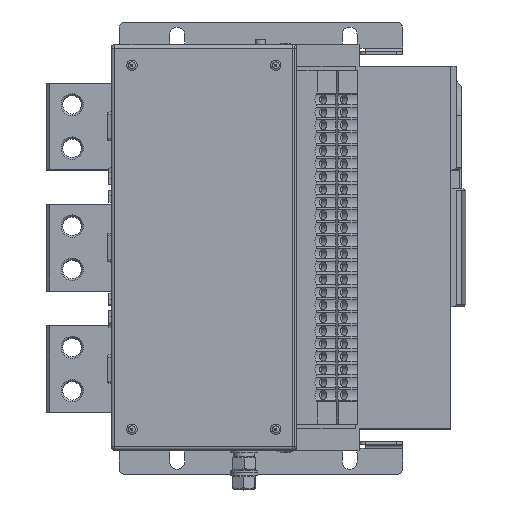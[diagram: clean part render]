
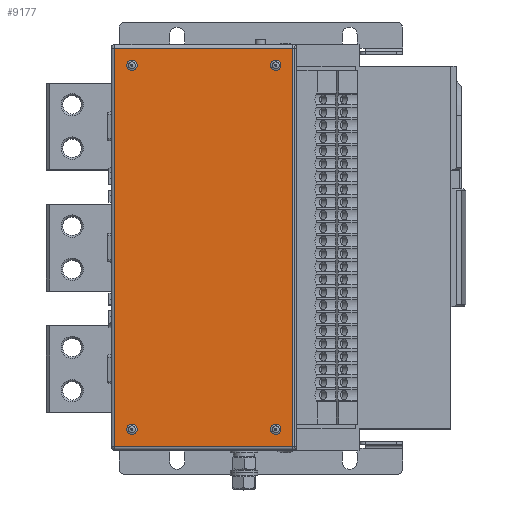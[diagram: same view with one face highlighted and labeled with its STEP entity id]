
A CAD part, top view. The second image highlights one B-rep face of the part: STEP entity #9177.
In plain terms, the highlighted planar face has unit normal (0, 0, 1).
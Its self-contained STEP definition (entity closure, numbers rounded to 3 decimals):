
#9177=ADVANCED_FACE('',(#27556,#27558,#27560,#27562,#27564),#27566,.T.);
#27556=FACE_BOUND('',#27557,.T.);
#27557=EDGE_LOOP('',(#45364,#45365,#45366,#45367));
#27558=FACE_BOUND('',#27559,.T.);
#27559=EDGE_LOOP('',(#45368));
#27560=FACE_BOUND('',#27561,.T.);
#27561=EDGE_LOOP('',(#45369));
#27562=FACE_BOUND('',#27563,.T.);
#27563=EDGE_LOOP('',(#45370));
#27564=FACE_BOUND('',#27565,.T.);
#27565=EDGE_LOOP('',(#45371));
#27566=PLANE('',#27567);
#27567=AXIS2_PLACEMENT_3D('',#27568,#27569,#27570);
#27568=CARTESIAN_POINT('',(-107.,221.5,301.5));
#27569=DIRECTION('',(0.,0.,1.));
#27570=DIRECTION('',(0.,-1.,0.));
#45364=ORIENTED_EDGE('',*,*,#54062,.T.);
#45365=ORIENTED_EDGE('',*,*,#54063,.T.);
#45366=ORIENTED_EDGE('',*,*,#54064,.T.);
#45367=ORIENTED_EDGE('',*,*,#54065,.T.);
#45368=ORIENTED_EDGE('',*,*,#54066,.T.);
#45369=ORIENTED_EDGE('',*,*,#54067,.T.);
#45370=ORIENTED_EDGE('',*,*,#54068,.T.);
#45371=ORIENTED_EDGE('',*,*,#54069,.T.);
#54062=EDGE_CURVE('',#61500,#61501,#61502,.T.);
#54063=EDGE_CURVE('',#61501,#61503,#61504,.T.);
#54064=EDGE_CURVE('',#61503,#61505,#61506,.T.);
#54065=EDGE_CURVE('',#61505,#61500,#61507,.T.);
#54066=EDGE_CURVE('',#61508,#61508,#61509,.F.);
#54067=EDGE_CURVE('',#61510,#61510,#61511,.F.);
#54068=EDGE_CURVE('',#61512,#61512,#61513,.F.);
#54069=EDGE_CURVE('',#61514,#61514,#61515,.F.);
#61500=VERTEX_POINT('',#76813);
#61501=VERTEX_POINT('',#76814);
#61502=LINE('',#76815,#76816);
#61503=VERTEX_POINT('',#76818);
#61504=LINE('',#76819,#76820);
#61505=VERTEX_POINT('',#76822);
#61506=LINE('',#76823,#76824);
#61507=LINE('',#76826,#76827);
#61508=VERTEX_POINT('',#76829);
#61509=CIRCLE('',#76830,2.);
#61510=VERTEX_POINT('',#76834);
#61511=CIRCLE('',#76835,2.);
#61512=VERTEX_POINT('',#76839);
#61513=CIRCLE('',#76840,2.);
#61514=VERTEX_POINT('',#76844);
#61515=CIRCLE('',#76845,2.);
#76813=CARTESIAN_POINT('',(-2.2,-10.3,301.5));
#76814=CARTESIAN_POINT('',(-2.2,219.3,301.5));
#76815=CARTESIAN_POINT('',(-2.2,-10.3,301.5));
#76816=VECTOR('',#76817,1.);
#76817=DIRECTION('',(0.,1.,0.));
#76818=CARTESIAN_POINT('',(-104.8,219.3,301.5));
#76819=CARTESIAN_POINT('',(-2.2,219.3,301.5));
#76820=VECTOR('',#76821,1.);
#76821=DIRECTION('',(-1.,0.,0.));
#76822=CARTESIAN_POINT('',(-104.8,-10.3,301.5));
#76823=CARTESIAN_POINT('',(-104.8,219.3,301.5));
#76824=VECTOR('',#76825,1.);
#76825=DIRECTION('',(0.,-1.,0.));
#76826=CARTESIAN_POINT('',(-104.8,-10.3,301.5));
#76827=VECTOR('',#76828,1.);
#76828=DIRECTION('',(1.,0.,0.));
#76829=CARTESIAN_POINT('',(-95.,-2.5,301.5));
#76830=AXIS2_PLACEMENT_3D('',#76831,#76832,#76833);
#76831=CARTESIAN_POINT('',(-95.,-0.5,301.5));
#76832=DIRECTION('',(0.,0.,1.));
#76833=DIRECTION('',(0.,-1.,0.));
#76834=CARTESIAN_POINT('',(-95.,207.5,301.5));
#76835=AXIS2_PLACEMENT_3D('',#76836,#76837,#76838);
#76836=CARTESIAN_POINT('',(-95.,209.5,301.5));
#76837=DIRECTION('',(0.,0.,1.));
#76838=DIRECTION('',(0.,-1.,0.));
#76839=CARTESIAN_POINT('',(-12.,207.5,301.5));
#76840=AXIS2_PLACEMENT_3D('',#76841,#76842,#76843);
#76841=CARTESIAN_POINT('',(-12.,209.5,301.5));
#76842=DIRECTION('',(0.,0.,1.));
#76843=DIRECTION('',(0.,-1.,0.));
#76844=CARTESIAN_POINT('',(-12.,-2.5,301.5));
#76845=AXIS2_PLACEMENT_3D('',#76846,#76847,#76848);
#76846=CARTESIAN_POINT('',(-12.,-0.5,301.5));
#76847=DIRECTION('',(0.,0.,1.));
#76848=DIRECTION('',(0.,-1.,0.));
